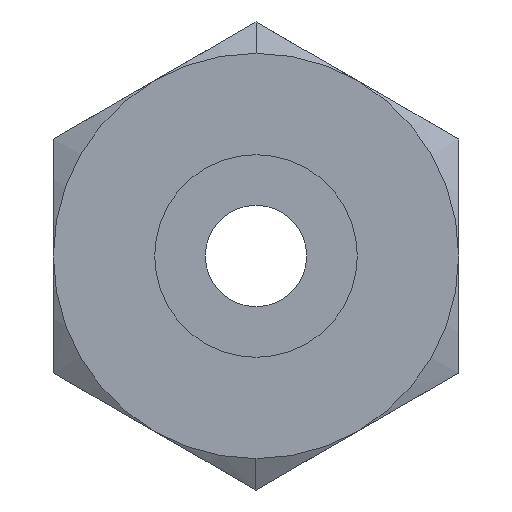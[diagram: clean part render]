
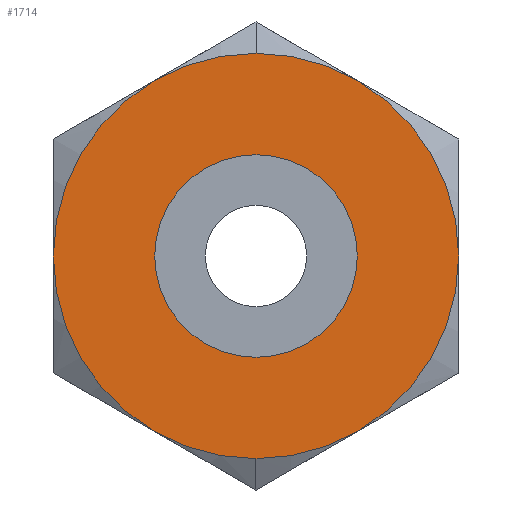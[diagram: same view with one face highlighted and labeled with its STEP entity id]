
A CAD part, left-side view. The second image highlights one B-rep face of the part: STEP entity #1714.
In plain terms, the highlighted planar face has unit normal (-1, 0, 0).
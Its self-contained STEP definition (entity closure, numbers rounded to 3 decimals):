
#22 = FACE_BOUND ( 'NONE', #183, .T. ) ;
#183 = EDGE_LOOP ( 'NONE', ( #4114, #1820 ) ) ;
#188 = DIRECTION ( 'NONE',  ( 0., 0., -1. ) ) ;
#615 = ORIENTED_EDGE ( 'NONE', *, *, #2442, .F. ) ;
#1067 = ORIENTED_EDGE ( 'NONE', *, *, #6163, .F. ) ;
#1105 = DIRECTION ( 'NONE',  ( -1., 0., 0. ) ) ;
#1178 = AXIS2_PLACEMENT_3D ( 'NONE', #5832, #1306, #188 ) ;
#1251 = CIRCLE ( 'NONE', #6445, 8. ) ;
#1306 = DIRECTION ( 'NONE',  ( 1., 0., 0. ) ) ;
#1714 = ADVANCED_FACE ( 'NONE', ( #22, #6835 ), #3304, .T. ) ;
#1729 = DIRECTION ( 'NONE',  ( 0., 0., 1. ) ) ;
#1820 = ORIENTED_EDGE ( 'NONE', *, *, #1875, .T. ) ;
#1875 = EDGE_CURVE ( 'NONE', #3288, #2248, #6860, .T. ) ;
#1983 = CARTESIAN_POINT ( 'NONE',  ( 0., 0., -4. ) ) ;
#2051 = CARTESIAN_POINT ( 'NONE',  ( 0., 0., 0. ) ) ;
#2248 = VERTEX_POINT ( 'NONE', #1983 ) ;
#2411 = CARTESIAN_POINT ( 'NONE',  ( 0., 0., 4. ) ) ;
#2442 = EDGE_CURVE ( 'NONE', #5240, #2975, #1251, .T. ) ;
#2828 = CIRCLE ( 'NONE', #1178, 8. ) ;
#2961 = AXIS2_PLACEMENT_3D ( 'NONE', #3775, #3303, #5558 ) ;
#2975 = VERTEX_POINT ( 'NONE', #3455 ) ;
#3172 = DIRECTION ( 'NONE',  ( 1., 0., 0. ) ) ;
#3288 = VERTEX_POINT ( 'NONE', #2411 ) ;
#3303 = DIRECTION ( 'NONE',  ( 1., 0., 0. ) ) ;
#3304 = PLANE ( 'NONE',  #4391 ) ;
#3340 = AXIS2_PLACEMENT_3D ( 'NONE', #3657, #3172, #6566 ) ;
#3455 = CARTESIAN_POINT ( 'NONE',  ( 0., 0., -8. ) ) ;
#3657 = CARTESIAN_POINT ( 'NONE',  ( 0., 0., 0. ) ) ;
#3775 = CARTESIAN_POINT ( 'NONE',  ( 0., 0., 0. ) ) ;
#4114 = ORIENTED_EDGE ( 'NONE', *, *, #5300, .T. ) ;
#4321 = DIRECTION ( 'NONE',  ( 1., 0., 0. ) ) ;
#4391 = AXIS2_PLACEMENT_3D ( 'NONE', #5601, #1105, #1729 ) ;
#5006 = EDGE_LOOP ( 'NONE', ( #615, #1067 ) ) ;
#5240 = VERTEX_POINT ( 'NONE', #6030 ) ;
#5300 = EDGE_CURVE ( 'NONE', #2248, #3288, #6167, .T. ) ;
#5558 = DIRECTION ( 'NONE',  ( 0., 0., -1. ) ) ;
#5601 = CARTESIAN_POINT ( 'NONE',  ( 0., 0., 4. ) ) ;
#5832 = CARTESIAN_POINT ( 'NONE',  ( 0., 0., 0. ) ) ;
#6030 = CARTESIAN_POINT ( 'NONE',  ( 0., 0., 8. ) ) ;
#6062 = DIRECTION ( 'NONE',  ( 0., 0., 1. ) ) ;
#6163 = EDGE_CURVE ( 'NONE', #2975, #5240, #2828, .T. ) ;
#6167 = CIRCLE ( 'NONE', #2961, 4. ) ;
#6445 = AXIS2_PLACEMENT_3D ( 'NONE', #2051, #4321, #6062 ) ;
#6566 = DIRECTION ( 'NONE',  ( 0., 0., 1. ) ) ;
#6835 = FACE_OUTER_BOUND ( 'NONE', #5006, .T. ) ;
#6860 = CIRCLE ( 'NONE', #3340, 4. ) ;
